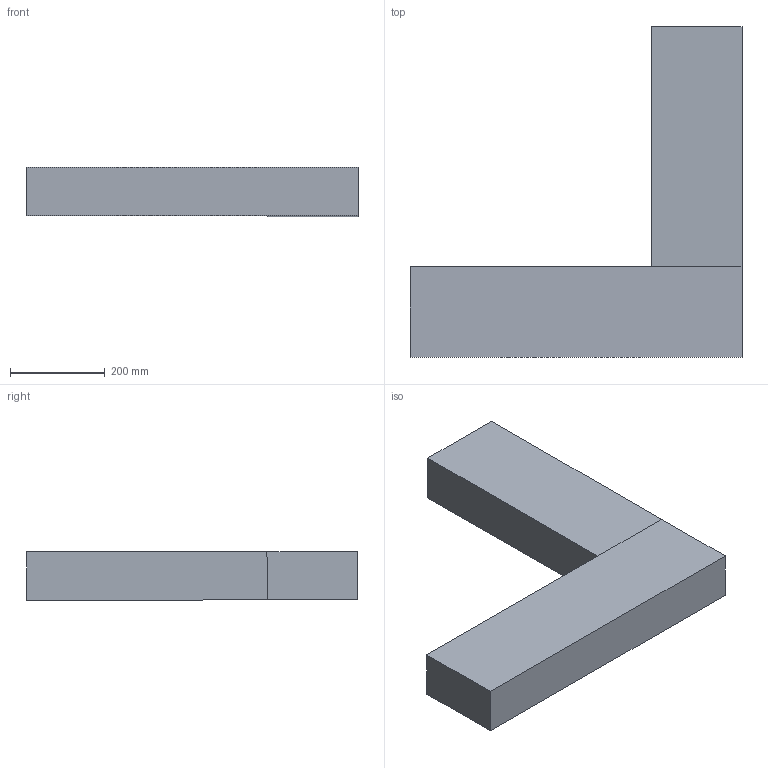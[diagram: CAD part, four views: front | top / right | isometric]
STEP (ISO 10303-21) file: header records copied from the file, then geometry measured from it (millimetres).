
FILE_DESCRIPTION(/* description */ (''),/* implementation_level */ '2;1');
FILE_NAME(/* name */ 'AR - 1.step',/* time_stamp */ '2022-05-08T15:11:48-05:00',/* author */ (''),/* organization */ (''),/* preprocessor_version */ 'ST-DEVELOPER v18.1',/* originating_system */ 'Autodesk Translation Framework v10.14.0.1471',/* authorisation */ '');
FILE_SCHEMA (('AUTOMOTIVE_DESIGN { 1 0 10303 214 3 1 1 }'));
Length unit declared in the file: inch
Products named in the file (1): AR - 1
Bounding box: 701.67 x 698.62 x 103.93 mm (x, y, z)
Volume: 23493864.9 mm3; surface area: 746553.3 mm2
Topology: 1 solids, 1 shells, 9 faces, 20 edges, 13 vertices
Faces by surface type: plane 9
Entity records: 281 total; most frequent: CARTESIAN_POINT 43, ORIENTED_EDGE 40, DIRECTION 40, LINE 20, VECTOR 20, EDGE_CURVE 20, VERTEX_POINT 13, AXIS2_PLACEMENT_3D 10
